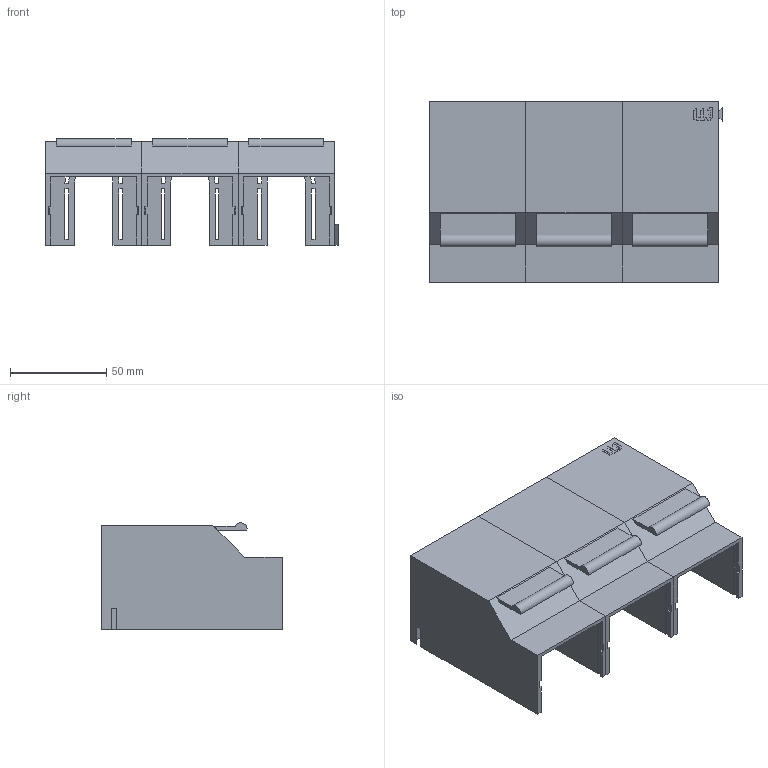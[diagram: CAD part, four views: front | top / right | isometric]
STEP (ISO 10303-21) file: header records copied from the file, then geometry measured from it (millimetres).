
FILE_DESCRIPTION((''),'2;1');
FILE_NAME('ASM7049_ASM','2021-09-23T',('marketing.praksa'),('Audax d.o.o.'),'CREO PARAMETRIC BY PTC INC, 2017480','CREO PARAMETRIC BY PTC INC, 2017480','');
FILE_SCHEMA(('AUTOMOTIVE_DESIGN { 1 0 10303 214 1 1 1 1 }'));
Length unit declared in the file: millimetre
Products named in the file (5): 26943021_01; 26943021_02; 26943021_03; PRT9566; ASM7049_ASM
Assembly tree (4 placements, depth 2):
  ASM7049_ASM
    26943021_01
    26943021_02
    26943021_03
    PRT9566
Bounding box: 152.05 x 93.8 x 55.26 mm (x, y, z)
Volume: 97029.7 mm3; surface area: 100096.9 mm2
Topology: 6 solids, 6 shells, 282 faces, 816 edges, 552 vertices
Faces by surface type: plane 222, cylinder 60
Entity records: 14182 total; most frequent: CARTESIAN_POINT 1728, ORIENTED_EDGE 1632, DIRECTION 1514, PRESENTATION_STYLE_ASSIGNMENT 1104, STYLED_ITEM 1104, CURVE_STYLE 816, EDGE_CURVE 816, VECTOR 672
